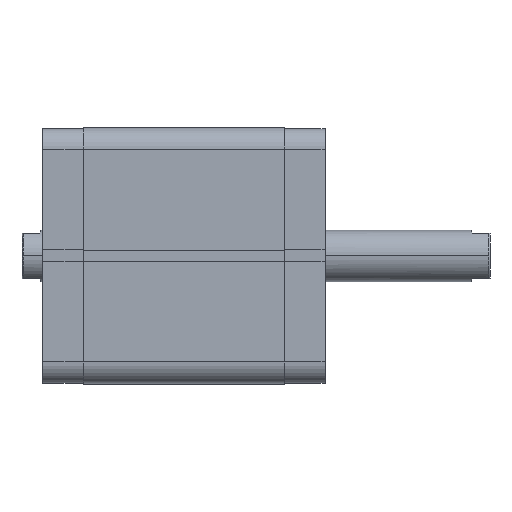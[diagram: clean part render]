
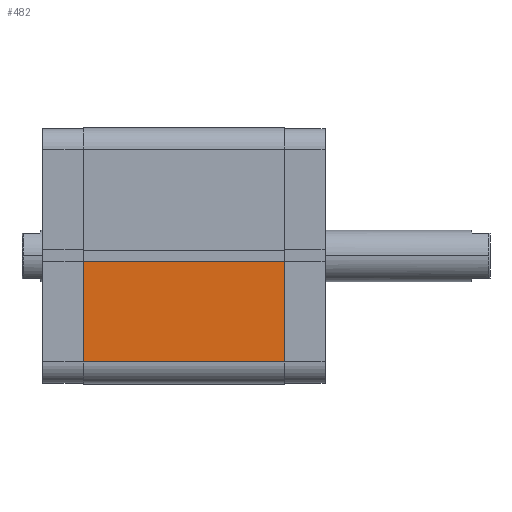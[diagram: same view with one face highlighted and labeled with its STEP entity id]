
A CAD part, top view. The second image highlights one B-rep face of the part: STEP entity #482.
In plain terms, the highlighted face is planar.
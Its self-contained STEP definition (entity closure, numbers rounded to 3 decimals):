
#159 = ORIENTED_EDGE ( 'NONE', *, *, #5285, .F. ) ;
#160 = ORIENTED_EDGE ( 'NONE', *, *, #5264, .T. ) ;
#161 = ORIENTED_EDGE ( 'NONE', *, *, #7178, .F. ) ;
#165 = ORIENTED_EDGE ( 'NONE', *, *, #7220, .T. ) ;
#482 = ADVANCED_FACE ( 'NONE', ( #6703 ), #1600, .T. ) ;
#660 = VERTEX_POINT ( 'NONE', #2176 ) ;
#661 = VERTEX_POINT ( 'NONE', #2177 ) ;
#662 = VERTEX_POINT ( 'NONE', #2178 ) ;
#663 = VERTEX_POINT ( 'NONE', #2179 ) ;
#1600 = PLANE ( 'NONE',  #5862 ) ;
#1603 = CARTESIAN_POINT ( 'NONE',  ( 2.6, 62., -97.5 ) ) ;
#1609 = DIRECTION ( 'NONE',  ( 0., 1., 0. ) ) ;
#1610 = DIRECTION ( 'NONE',  ( 0., 0., 1. ) ) ;
#2176 = CARTESIAN_POINT ( 'NONE',  ( 2.6, 62., 0. ) ) ;
#2177 = CARTESIAN_POINT ( 'NONE',  ( 2.6, 62., -97.5 ) ) ;
#2178 = CARTESIAN_POINT ( 'NONE',  ( 51.5, 62., 0. ) ) ;
#2179 = CARTESIAN_POINT ( 'NONE',  ( 51.5, 62., -97.5 ) ) ;
#2509 = CARTESIAN_POINT ( 'NONE',  ( 2.6, 62., -97.5 ) ) ;
#2514 = DIRECTION ( 'NONE',  ( -1., 0., 0. ) ) ;
#2550 = CARTESIAN_POINT ( 'NONE',  ( 2.6, 62., 0. ) ) ;
#2551 = DIRECTION ( 'NONE',  ( -1., 0., 0. ) ) ;
#4501 = VECTOR ( 'NONE', #4920, 1000. ) ;
#4509 = LINE ( 'NONE', #4933, #4517 ) ;
#4510 = LINE ( 'NONE', #4912, #4501 ) ;
#4517 = VECTOR ( 'NONE', #4934, 1000. ) ;
#4912 = CARTESIAN_POINT ( 'NONE',  ( 51.5, 62., -97.5 ) ) ;
#4920 = DIRECTION ( 'NONE',  ( 0., 0., 1. ) ) ;
#4933 = CARTESIAN_POINT ( 'NONE',  ( 2.6, 62., -97.5 ) ) ;
#4934 = DIRECTION ( 'NONE',  ( 0., 0., 1. ) ) ;
#5264 = EDGE_CURVE ( 'NONE', #663, #661, #7000, .T. ) ;
#5285 = EDGE_CURVE ( 'NONE', #662, #660, #7039, .T. ) ;
#5862 = AXIS2_PLACEMENT_3D ( 'NONE', #1603, #1609, #1610 ) ;
#6275 = EDGE_LOOP ( 'NONE', ( #159, #161, #160, #165 ) ) ;
#6703 = FACE_OUTER_BOUND ( 'NONE', #6275, .T. ) ;
#7000 = LINE ( 'NONE', #2509, #7005 ) ;
#7005 = VECTOR ( 'NONE', #2514, 1000. ) ;
#7039 = LINE ( 'NONE', #2550, #7040 ) ;
#7040 = VECTOR ( 'NONE', #2551, 1000. ) ;
#7178 = EDGE_CURVE ( 'NONE', #663, #662, #4510, .T. ) ;
#7220 = EDGE_CURVE ( 'NONE', #661, #660, #4509, .T. ) ;
